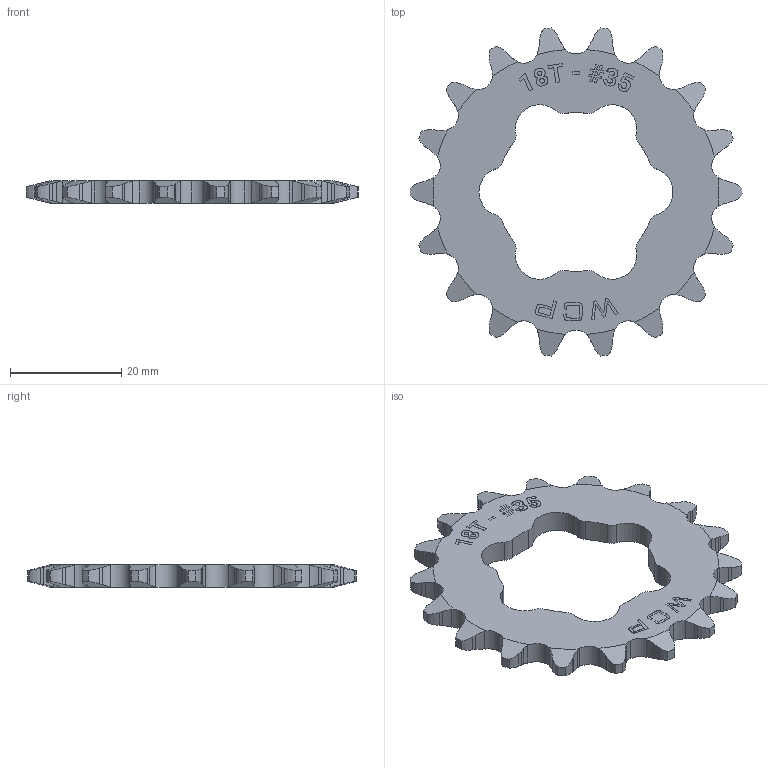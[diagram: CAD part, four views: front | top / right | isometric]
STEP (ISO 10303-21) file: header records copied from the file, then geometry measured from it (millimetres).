
FILE_DESCRIPTION (( 'STEP AP214' ), '1' );
FILE_NAME ('WCP-0980 Rev2.step', '2023-12-13T23:18:46', ( '' ), ( '' ), 'SwSTEP 2.0', 'SolidWorks 2022', '' );
FILE_SCHEMA (( 'AUTOMOTIVE_DESIGN' ));
Length unit declared in the file: inch
Products named in the file (1): WCP-0980 Rev2
Bounding box: 59.73 x 59.06 x 4 mm (x, y, z)
Volume: 5867.2 mm3; surface area: 4365.5 mm2
Topology: 1 solids, 1 shells, 377 faces, 1083 edges, 722 vertices
Faces by surface type: plane 150, cylinder 148, bspline 43, cone 36
Entity records: 14987 total; most frequent: CARTESIAN_POINT 5774, ORIENTED_EDGE 2166, DIRECTION 1543, EDGE_CURVE 1083, VERTEX_POINT 722, VECTOR 521, LINE 521, AXIS2_PLACEMENT_3D 511
